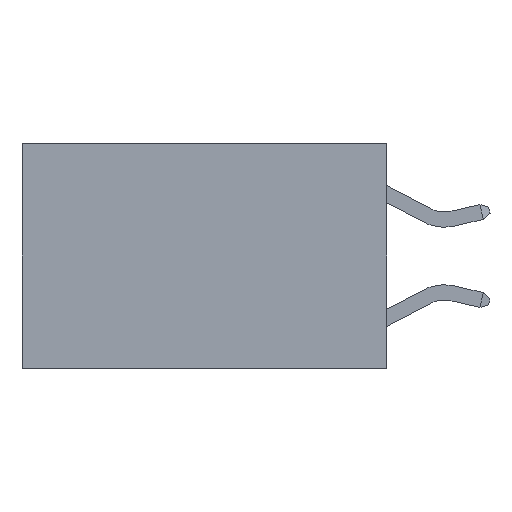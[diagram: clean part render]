
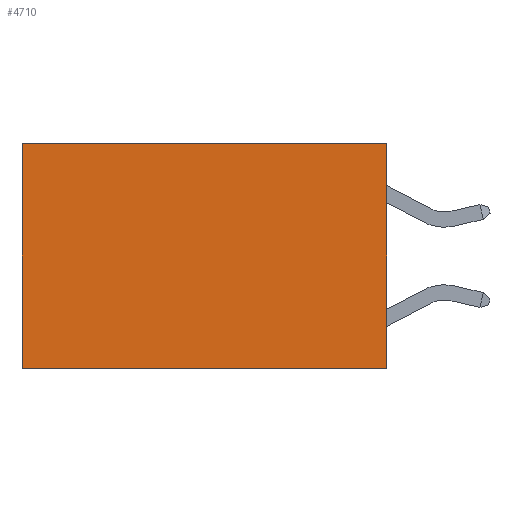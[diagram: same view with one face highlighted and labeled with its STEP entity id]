
A CAD part, left-side view. The second image highlights one B-rep face of the part: STEP entity #4710.
In plain terms, the highlighted planar face has unit normal (-1, 0, 0).
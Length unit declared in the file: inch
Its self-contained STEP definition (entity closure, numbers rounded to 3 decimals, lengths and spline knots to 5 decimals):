
#309 = EDGE_CURVE ( 'NONE', #5183, #1179, #6832, .T. ) ;
#311 = DIRECTION ( 'NONE',  ( 0., 0., -1. ) ) ;
#704 = EDGE_CURVE ( 'NONE', #7433, #5183, #2134, .T. ) ;
#1179 = VERTEX_POINT ( 'NONE', #6969 ) ;
#1928 = DIRECTION ( 'NONE',  ( 0., 1., 0. ) ) ;
#2134 = LINE ( 'NONE', #8117, #10046 ) ;
#2136 = LINE ( 'NONE', #8413, #6583 ) ;
#2479 = AXIS2_PLACEMENT_3D ( 'NONE', #2832, #8394, #3667 ) ;
#2832 = CARTESIAN_POINT ( 'NONE',  ( 0.2625, 0., 0. ) ) ;
#3299 = VECTOR ( 'NONE', #7518, 39.37008 ) ;
#3560 = LINE ( 'NONE', #6784, #3299 ) ;
#3667 = DIRECTION ( 'NONE',  ( 0., 0., -1. ) ) ;
#3737 = ORIENTED_EDGE ( 'NONE', *, *, #3756, .T. ) ;
#3740 = ORIENTED_EDGE ( 'NONE', *, *, #309, .F. ) ;
#3756 = EDGE_CURVE ( 'NONE', #6749, #1179, #2136, .T. ) ;
#3859 = ORIENTED_EDGE ( 'NONE', *, *, #704, .F. ) ;
#3872 = ORIENTED_EDGE ( 'NONE', *, *, #4169, .T. ) ;
#4169 = EDGE_CURVE ( 'NONE', #7433, #6749, #3560, .T. ) ;
#4710 = ADVANCED_FACE ( 'NONE', ( #10026 ), #7698, .F. ) ;
#5183 = VERTEX_POINT ( 'NONE', #5827 ) ;
#5827 = CARTESIAN_POINT ( 'NONE',  ( 0.2625, 0., -0.37 ) ) ;
#6583 = VECTOR ( 'NONE', #311, 39.37008 ) ;
#6592 = VECTOR ( 'NONE', #1928, 39.37008 ) ;
#6632 = CARTESIAN_POINT ( 'NONE',  ( 0.2625, 0.6, 0. ) ) ;
#6749 = VERTEX_POINT ( 'NONE', #6632 ) ;
#6784 = CARTESIAN_POINT ( 'NONE',  ( 0.2625, 0., 0. ) ) ;
#6832 = LINE ( 'NONE', #7573, #6592 ) ;
#6883 = EDGE_LOOP ( 'NONE', ( #3737, #3740, #3859, #3872 ) ) ;
#6969 = CARTESIAN_POINT ( 'NONE',  ( 0.2625, 0.6, -0.37 ) ) ;
#7433 = VERTEX_POINT ( 'NONE', #9207 ) ;
#7518 = DIRECTION ( 'NONE',  ( 0., 1., 0. ) ) ;
#7573 = CARTESIAN_POINT ( 'NONE',  ( 0.2625, 0., -0.37 ) ) ;
#7698 = PLANE ( 'NONE',  #2479 ) ;
#7929 = DIRECTION ( 'NONE',  ( 0., 0., -1. ) ) ;
#8117 = CARTESIAN_POINT ( 'NONE',  ( 0.2625, 0., 0. ) ) ;
#8394 = DIRECTION ( 'NONE',  ( 1., 0., 0. ) ) ;
#8413 = CARTESIAN_POINT ( 'NONE',  ( 0.2625, 0.6, 0. ) ) ;
#9207 = CARTESIAN_POINT ( 'NONE',  ( 0.2625, 0., 0. ) ) ;
#10026 = FACE_OUTER_BOUND ( 'NONE', #6883, .T. ) ;
#10046 = VECTOR ( 'NONE', #7929, 39.37008 ) ;
